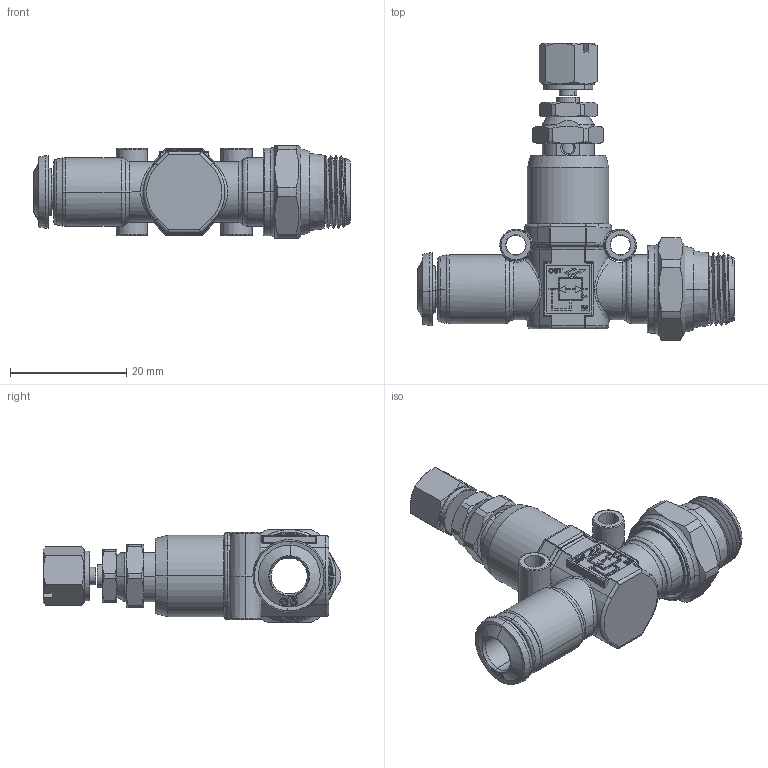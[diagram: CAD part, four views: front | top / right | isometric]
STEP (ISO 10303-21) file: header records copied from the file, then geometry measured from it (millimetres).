
FILE_DESCRIPTION (( 'STEP AP214' ), '1' );
FILE_NAME ('5598000002.STEP', '2015-08-07T12:56:51', ( '' ), ( '' ), 'SwSTEP 2.0', 'SolidWorks 2015', '' );
FILE_SCHEMA (( 'AUTOMOTIVE_DESIGN' ));
Length unit declared in the file: millimetre
Products named in the file (1): 5598000002
Bounding box: 54.5 x 51.15 x 16 mm (x, y, z)
Surface area: 6314.7 mm2 (no closed solid volume)
Topology: 0 solids, 12 shells, 613 faces, 1617 edges, 1008 vertices
Faces by surface type: plane 220, bspline 123, cone 115, cylinder 112, torus 40, sphere 3
Entity records: 32056 total; most frequent: CARTESIAN_POINT 11371, ORIENTED_EDGE 3024, DIRECTION 2600, EDGE_CURVE 1609, VERTEX_POINT 1008, AXIS2_PLACEMENT_3D 941, LINE 718, VECTOR 718
